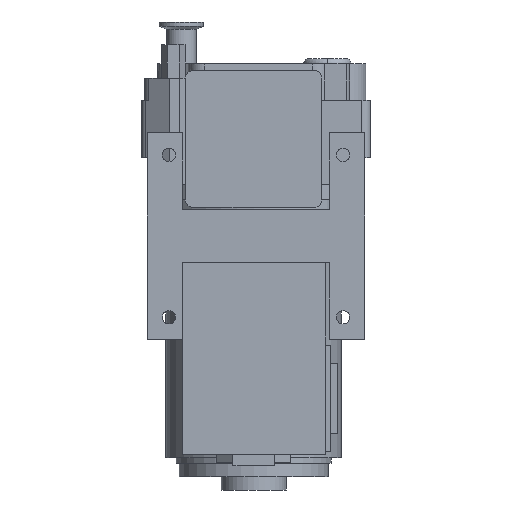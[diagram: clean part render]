
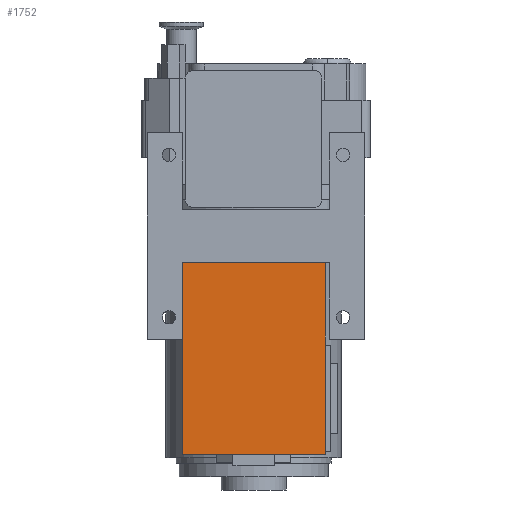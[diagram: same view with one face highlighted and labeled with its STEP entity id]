
A CAD part, front view. The second image highlights one B-rep face of the part: STEP entity #1752.
In plain terms, the highlighted planar face has unit normal (0, -1, 0).
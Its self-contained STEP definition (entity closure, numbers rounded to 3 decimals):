
#1309 = VERTEX_POINT ( 'NONE', #4278 ) ;
#1312 = EDGE_CURVE ( 'NONE', #1309, #1313, #4276, .T. ) ;
#1313 = VERTEX_POINT ( 'NONE', #4272 ) ;
#1402 = EDGE_CURVE ( 'NONE', #1430, #1309, #4439, .T. ) ;
#1430 = VERTEX_POINT ( 'NONE', #4453 ) ;
#1676 = EDGE_LOOP ( 'NONE', ( #1677, #1678, #1679, #1680 ) ) ;
#1677 = ORIENTED_EDGE ( 'NONE', *, *, #1312, .F. ) ;
#1678 = ORIENTED_EDGE ( 'NONE', *, *, #1402, .F. ) ;
#1679 = ORIENTED_EDGE ( 'NONE', *, *, #1687, .F. ) ;
#1680 = ORIENTED_EDGE ( 'NONE', *, *, #1749, .F. ) ;
#1685 = VERTEX_POINT ( 'NONE', #4876 ) ;
#1687 = EDGE_CURVE ( 'NONE', #1685, #1430, #4875, .T. ) ;
#1749 = EDGE_CURVE ( 'NONE', #1313, #1685, #4986, .T. ) ;
#1752 = ADVANCED_FACE ( 'NONE', ( #4982 ), #4981, .F. ) ;
#4272 = CARTESIAN_POINT ( 'NONE',  ( -48.5, -115., -183. ) ) ;
#4273 = DIRECTION ( 'NONE',  ( -1., 0., 0. ) ) ;
#4274 = VECTOR ( 'NONE', #4273, 1000. ) ;
#4275 = CARTESIAN_POINT ( 'NONE',  ( -48.5, -115., -183. ) ) ;
#4276 = LINE ( 'NONE', #4275, #4274 ) ;
#4278 = CARTESIAN_POINT ( 'NONE',  ( 48.5, -115., -183. ) ) ;
#4436 = DIRECTION ( 'NONE',  ( 0., 0., -1. ) ) ;
#4437 = VECTOR ( 'NONE', #4436, 1000. ) ;
#4438 = CARTESIAN_POINT ( 'NONE',  ( 48.5, -115., -53. ) ) ;
#4439 = LINE ( 'NONE', #4438, #4437 ) ;
#4453 = CARTESIAN_POINT ( 'NONE',  ( 48.5, -115., -53. ) ) ;
#4872 = DIRECTION ( 'NONE',  ( 1., 0., 0. ) ) ;
#4873 = VECTOR ( 'NONE', #4872, 1000. ) ;
#4874 = CARTESIAN_POINT ( 'NONE',  ( -48.5, -115., -53. ) ) ;
#4875 = LINE ( 'NONE', #4874, #4873 ) ;
#4876 = CARTESIAN_POINT ( 'NONE',  ( -48.5, -115., -53. ) ) ;
#4977 = DIRECTION ( 'NONE',  ( 0., 0., 1. ) ) ;
#4978 = DIRECTION ( 'NONE',  ( 0., 1., 0. ) ) ;
#4979 = CARTESIAN_POINT ( 'NONE',  ( 0., -115., 0. ) ) ;
#4980 = AXIS2_PLACEMENT_3D ( 'NONE', #4979, #4978, #4977 ) ;
#4981 = PLANE ( 'NONE',  #4980 ) ;
#4982 = FACE_OUTER_BOUND ( 'NONE', #1676, .T. ) ;
#4983 = DIRECTION ( 'NONE',  ( 0., 0., 1. ) ) ;
#4984 = VECTOR ( 'NONE', #4983, 1000. ) ;
#4985 = CARTESIAN_POINT ( 'NONE',  ( -48.5, -115., -53. ) ) ;
#4986 = LINE ( 'NONE', #4985, #4984 ) ;
